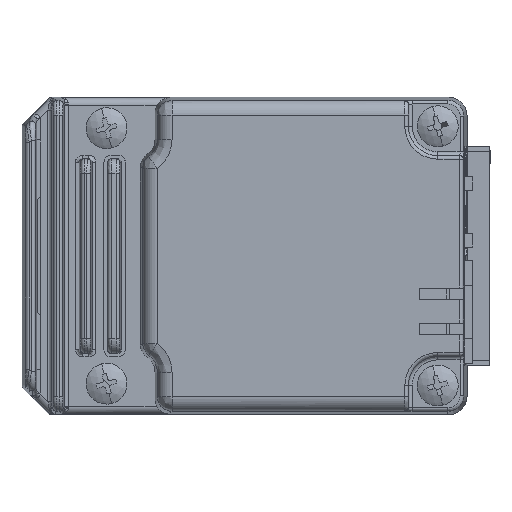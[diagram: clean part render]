
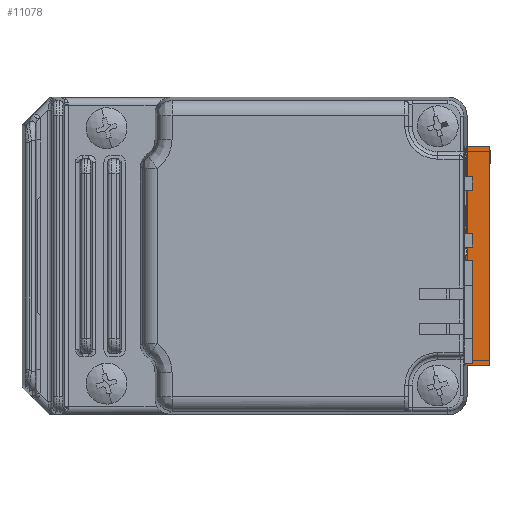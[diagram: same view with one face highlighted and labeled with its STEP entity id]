
A CAD part, front view. The second image highlights one B-rep face of the part: STEP entity #11078.
In plain terms, the highlighted planar face has unit normal (0, -1, 0).
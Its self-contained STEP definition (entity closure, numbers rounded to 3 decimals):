
#297 = EDGE_CURVE ( 'NONE', #5878, #2401, #599, .T. ) ;
#440 = ORIENTED_EDGE ( 'NONE', *, *, #17080, .F. ) ;
#447 = ORIENTED_EDGE ( 'NONE', *, *, #297, .T. ) ;
#599 = LINE ( 'NONE', #15605, #7450 ) ;
#713 = CARTESIAN_POINT ( 'NONE',  ( 46.069, -73.208, 69.5 ) ) ;
#819 = LINE ( 'NONE', #6978, #14854 ) ;
#1016 = VERTEX_POINT ( 'NONE', #17002 ) ;
#1159 = FACE_OUTER_BOUND ( 'NONE', #17348, .T. ) ;
#1179 = LINE ( 'NONE', #2677, #15224 ) ;
#1778 = VECTOR ( 'NONE', #13800, 1000. ) ;
#2133 = DIRECTION ( 'NONE',  ( 0., 0., -1. ) ) ;
#2233 = VECTOR ( 'NONE', #2133, 1000. ) ;
#2401 = VERTEX_POINT ( 'NONE', #4393 ) ;
#2677 = CARTESIAN_POINT ( 'NONE',  ( 36.469, -73.208, 40.7 ) ) ;
#2844 = PLANE ( 'NONE',  #2850 ) ;
#2850 = AXIS2_PLACEMENT_3D ( 'NONE', #4212, #5603, #15097 ) ;
#3237 = LINE ( 'NONE', #16900, #6479 ) ;
#3702 = VECTOR ( 'NONE', #6302, 1000. ) ;
#4129 = LINE ( 'NONE', #4891, #3702 ) ;
#4212 = CARTESIAN_POINT ( 'NONE',  ( 46.069, -73.208, 69.5 ) ) ;
#4277 = DIRECTION ( 'NONE',  ( -1., 0., 0. ) ) ;
#4393 = CARTESIAN_POINT ( 'NONE',  ( 33.369, -73.208, 68.3 ) ) ;
#4749 = EDGE_CURVE ( 'NONE', #14093, #1016, #4129, .T. ) ;
#4891 = CARTESIAN_POINT ( 'NONE',  ( 46.069, -73.208, 39.5 ) ) ;
#5192 = EDGE_CURVE ( 'NONE', #14010, #12182, #9011, .T. ) ;
#5603 = DIRECTION ( 'NONE',  ( 0., 1., 0. ) ) ;
#5878 = VERTEX_POINT ( 'NONE', #10262 ) ;
#6302 = DIRECTION ( 'NONE',  ( -1., 0., 0. ) ) ;
#6315 = LINE ( 'NONE', #8909, #2233 ) ;
#6479 = VECTOR ( 'NONE', #8787, 1000. ) ;
#6810 = CARTESIAN_POINT ( 'NONE',  ( 46.069, -73.208, 69.5 ) ) ;
#6812 = DIRECTION ( 'NONE',  ( 0., 0., 1. ) ) ;
#6978 = CARTESIAN_POINT ( 'NONE',  ( 46.069, -73.208, 68.3 ) ) ;
#7450 = VECTOR ( 'NONE', #15543, 1000. ) ;
#8421 = CARTESIAN_POINT ( 'NONE',  ( 33.369, -73.208, 40.7 ) ) ;
#8787 = DIRECTION ( 'NONE',  ( 0., 0., -1. ) ) ;
#8876 = VECTOR ( 'NONE', #10858, 1000. ) ;
#8909 = CARTESIAN_POINT ( 'NONE',  ( 46.069, -73.208, 69.5 ) ) ;
#9011 = LINE ( 'NONE', #16813, #1778 ) ;
#9077 = EDGE_CURVE ( 'NONE', #5878, #14248, #12457, .T. ) ;
#9095 = ORIENTED_EDGE ( 'NONE', *, *, #4749, .F. ) ;
#10067 = CARTESIAN_POINT ( 'NONE',  ( 36.469, -73.208, 40.7 ) ) ;
#10262 = CARTESIAN_POINT ( 'NONE',  ( 33.369, -73.208, 69.5 ) ) ;
#10642 = EDGE_CURVE ( 'NONE', #12182, #12398, #1179, .T. ) ;
#10858 = DIRECTION ( 'NONE',  ( 1., 0., 0. ) ) ;
#11078 = ADVANCED_FACE ( 'NONE', ( #1159 ), #2844, .F. ) ;
#11522 = ORIENTED_EDGE ( 'NONE', *, *, #5192, .F. ) ;
#11796 = ORIENTED_EDGE ( 'NONE', *, *, #14647, .T. ) ;
#12182 = VERTEX_POINT ( 'NONE', #10067 ) ;
#12398 = VERTEX_POINT ( 'NONE', #14330 ) ;
#12457 = LINE ( 'NONE', #6810, #8876 ) ;
#12970 = ORIENTED_EDGE ( 'NONE', *, *, #9077, .F. ) ;
#13391 = EDGE_CURVE ( 'NONE', #14248, #14093, #6315, .T. ) ;
#13800 = DIRECTION ( 'NONE',  ( 1., 0., 0. ) ) ;
#14010 = VERTEX_POINT ( 'NONE', #8421 ) ;
#14093 = VERTEX_POINT ( 'NONE', #15488 ) ;
#14248 = VERTEX_POINT ( 'NONE', #713 ) ;
#14330 = CARTESIAN_POINT ( 'NONE',  ( 36.469, -73.208, 68.3 ) ) ;
#14647 = EDGE_CURVE ( 'NONE', #14010, #1016, #3237, .T. ) ;
#14725 = ORIENTED_EDGE ( 'NONE', *, *, #13391, .F. ) ;
#14854 = VECTOR ( 'NONE', #4277, 1000. ) ;
#15097 = DIRECTION ( 'NONE',  ( 0., 0., 1. ) ) ;
#15224 = VECTOR ( 'NONE', #6812, 1000. ) ;
#15488 = CARTESIAN_POINT ( 'NONE',  ( 46.069, -73.208, 39.5 ) ) ;
#15543 = DIRECTION ( 'NONE',  ( 0., 0., -1. ) ) ;
#15605 = CARTESIAN_POINT ( 'NONE',  ( 33.369, -73.208, 69.5 ) ) ;
#16813 = CARTESIAN_POINT ( 'NONE',  ( 46.069, -73.208, 40.7 ) ) ;
#16900 = CARTESIAN_POINT ( 'NONE',  ( 33.369, -73.208, 69.5 ) ) ;
#17002 = CARTESIAN_POINT ( 'NONE',  ( 33.369, -73.208, 39.5 ) ) ;
#17080 = EDGE_CURVE ( 'NONE', #12398, #2401, #819, .T. ) ;
#17199 = ORIENTED_EDGE ( 'NONE', *, *, #10642, .F. ) ;
#17348 = EDGE_LOOP ( 'NONE', ( #9095, #14725, #12970, #447, #440, #17199, #11522, #11796 ) ) ;
